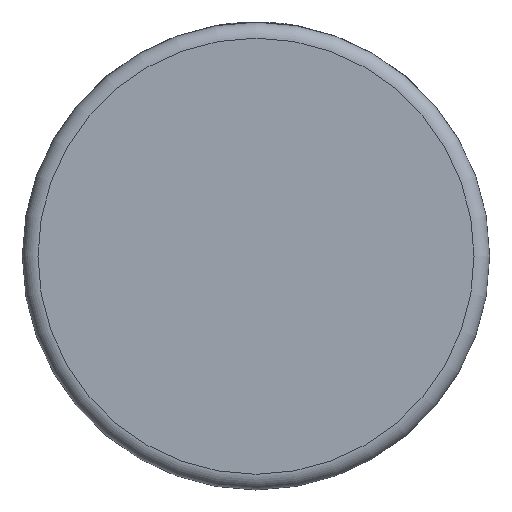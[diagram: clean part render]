
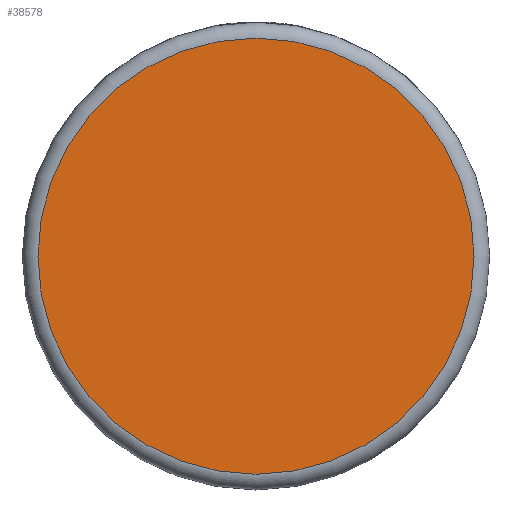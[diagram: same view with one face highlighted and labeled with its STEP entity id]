
A CAD part, top view. The second image highlights one B-rep face of the part: STEP entity #38578.
In plain terms, the highlighted planar face has unit normal (0, 0, 1).
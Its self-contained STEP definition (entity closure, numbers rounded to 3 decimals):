
#3055=FACE_OUTER_BOUND('',#5365,.T.);
#5365=EDGE_LOOP('',(#34080));
#6103=CIRCLE('',#41977,35.);
#18469=VERTEX_POINT('',#63504);
#23678=EDGE_CURVE('',#18469,#18469,#6103,.T.);
#34080=ORIENTED_EDGE('',*,*,#23678,.F.);
#35909=PLANE('',#41980);
#38578=ADVANCED_FACE('',(#3055),#35909,.T.);
#41977=AXIS2_PLACEMENT_3D('',#63505,#52219,#52220);
#41980=AXIS2_PLACEMENT_3D('',#63509,#52225,#52226);
#52219=DIRECTION('center_axis',(0.,0.,-1.));
#52220=DIRECTION('ref_axis',(1.,0.,0.));
#52225=DIRECTION('center_axis',(0.,0.,1.));
#52226=DIRECTION('ref_axis',(1.,0.,0.));
#63504=CARTESIAN_POINT('',(-35.,-0.112,9.145));
#63505=CARTESIAN_POINT('Origin',(0.,-0.112,9.145));
#63509=CARTESIAN_POINT('Origin',(0.,-0.112,9.145));
